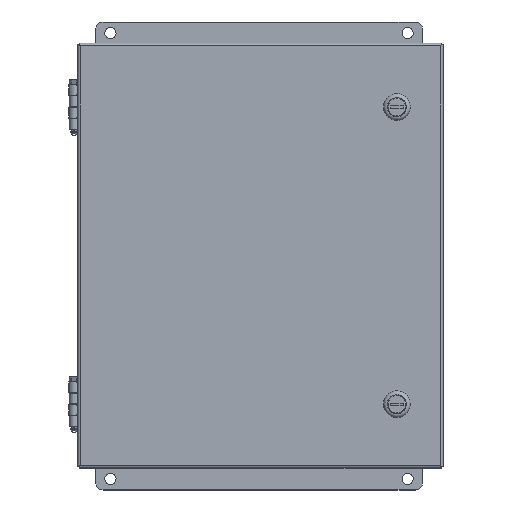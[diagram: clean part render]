
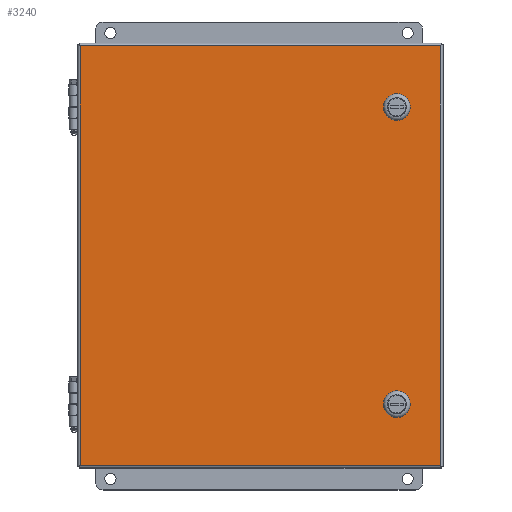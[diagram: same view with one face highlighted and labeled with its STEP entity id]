
A CAD part, top view. The second image highlights one B-rep face of the part: STEP entity #3240.
In plain terms, the highlighted face is planar.
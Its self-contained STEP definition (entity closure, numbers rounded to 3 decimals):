
#3240 = ADVANCED_FACE( '', ( #7250, #7251, #7252 ), #7253, .T. );
#7250 = FACE_BOUND( '', #24916, .T. );
#7251 = FACE_BOUND( '', #24917, .T. );
#7252 = FACE_OUTER_BOUND( '', #24918, .T. );
#7253 = PLANE( '', #24919 );
#24916 = EDGE_LOOP( '', ( #49368, #49369, #49370, #49371 ) );
#24917 = EDGE_LOOP( '', ( #49372, #49373, #49374, #49375 ) );
#24918 = EDGE_LOOP( '', ( #49376, #49377, #49378, #49379 ) );
#24919 = AXIS2_PLACEMENT_3D( '', #49380, #49381, #49382 );
#49368 = ORIENTED_EDGE( '', *, *, #61406, .F. );
#49369 = ORIENTED_EDGE( '', *, *, #60583, .F. );
#49370 = ORIENTED_EDGE( '', *, *, #61402, .F. );
#49371 = ORIENTED_EDGE( '', *, *, #60251, .F. );
#49372 = ORIENTED_EDGE( '', *, *, #61407, .F. );
#49373 = ORIENTED_EDGE( '', *, *, #61408, .F. );
#49374 = ORIENTED_EDGE( '', *, *, #60004, .F. );
#49375 = ORIENTED_EDGE( '', *, *, #60267, .F. );
#49376 = ORIENTED_EDGE( '', *, *, #61409, .T. );
#49377 = ORIENTED_EDGE( '', *, *, #60237, .F. );
#49378 = ORIENTED_EDGE( '', *, *, #61410, .T. );
#49379 = ORIENTED_EDGE( '', *, *, #61411, .T. );
#49380 = CARTESIAN_POINT( '', ( -156.21, 0., -181.61 ) );
#49381 = DIRECTION( '', ( 0., -1., 0. ) );
#49382 = DIRECTION( '', ( 0., 0., -1. ) );
#60004 = EDGE_CURVE( '', #66114, #66116, #66117, .T. );
#60237 = EDGE_CURVE( '', #66500, #66429, #66502, .T. );
#60251 = EDGE_CURVE( '', #66523, #66525, #66526, .T. );
#60267 = EDGE_CURVE( '', #66550, #66114, #66552, .T. );
#60583 = EDGE_CURVE( '', #67070, #67072, #67073, .T. );
#61402 = EDGE_CURVE( '', #66525, #67070, #68302, .T. );
#61406 = EDGE_CURVE( '', #67072, #66523, #68306, .T. );
#61407 = EDGE_CURVE( '', #68307, #66550, #68308, .T. );
#61408 = EDGE_CURVE( '', #66116, #68307, #68309, .T. );
#61409 = EDGE_CURVE( '', #68310, #66429, #68311, .T. );
#61410 = EDGE_CURVE( '', #66500, #66443, #68312, .T. );
#61411 = EDGE_CURVE( '', #66443, #68310, #68313, .T. );
#66114 = VERTEX_POINT( '', #77562 );
#66116 = VERTEX_POINT( '', #77565 );
#66117 = CIRCLE( '', #77566, 9.716 );
#66429 = VERTEX_POINT( '', #78384 );
#66443 = VERTEX_POINT( '', #78415 );
#66500 = VERTEX_POINT( '', #78547 );
#66502 = LINE( '', #78549, #78550 );
#66523 = VERTEX_POINT( '', #78592 );
#66525 = VERTEX_POINT( '', #78595 );
#66526 = LINE( '', #78596, #78597 );
#66550 = VERTEX_POINT( '', #78692 );
#66552 = LINE( '', #78695, #78696 );
#67070 = VERTEX_POINT( '', #80319 );
#67072 = VERTEX_POINT( '', #80322 );
#67073 = LINE( '', #80323, #80324 );
#68302 = CIRCLE( '', #83189, 9.716 );
#68306 = CIRCLE( '', #83193, 9.716 );
#68307 = VERTEX_POINT( '', #83194 );
#68308 = CIRCLE( '', #83195, 9.716 );
#68309 = LINE( '', #83196, #83197 );
#68310 = VERTEX_POINT( '', #83198 );
#68311 = LINE( '', #83199, #83200 );
#68312 = LINE( '', #83201, #83202 );
#68313 = LINE( '', #83203, #83204 );
#77562 = CARTESIAN_POINT( '', ( 108.585, 0., -132.322 ) );
#77565 = CARTESIAN_POINT( '', ( 124.841, 0., -132.322 ) );
#77566 = AXIS2_PLACEMENT_3D( '', #90709, #90710, #90711 );
#78384 = CARTESIAN_POINT( '', ( 153.873, 0., 179.273 ) );
#78415 = CARTESIAN_POINT( '', ( -153.873, 0., -179.273 ) );
#78547 = CARTESIAN_POINT( '', ( -153.873, 0., 179.273 ) );
#78549 = CARTESIAN_POINT( '', ( -153.873, 0., 179.273 ) );
#78550 = VECTOR( '', #90924, 1000. );
#78592 = CARTESIAN_POINT( '', ( 108.585, 0., 132.322 ) );
#78595 = CARTESIAN_POINT( '', ( 108.585, 0., 121.678 ) );
#78596 = CARTESIAN_POINT( '', ( 108.585, 0., 132.322 ) );
#78597 = VECTOR( '', #90939, 1000. );
#78692 = CARTESIAN_POINT( '', ( 108.585, 0., -121.678 ) );
#78695 = CARTESIAN_POINT( '', ( 108.585, 0., -121.678 ) );
#78696 = VECTOR( '', #90952, 1000. );
#80319 = CARTESIAN_POINT( '', ( 124.841, 0., 121.678 ) );
#80322 = CARTESIAN_POINT( '', ( 124.841, 0., 132.322 ) );
#80323 = CARTESIAN_POINT( '', ( 124.841, 0., 132.322 ) );
#80324 = VECTOR( '', #91168, 1000. );
#83189 = AXIS2_PLACEMENT_3D( '', #91801, #91802, #91803 );
#83193 = AXIS2_PLACEMENT_3D( '', #91807, #91808, #91809 );
#83194 = CARTESIAN_POINT( '', ( 124.841, 0., -121.678 ) );
#83195 = AXIS2_PLACEMENT_3D( '', #91810, #91811, #91812 );
#83196 = CARTESIAN_POINT( '', ( 124.841, 0., -121.678 ) );
#83197 = VECTOR( '', #91813, 1000. );
#83198 = CARTESIAN_POINT( '', ( 153.873, 0., -179.273 ) );
#83199 = CARTESIAN_POINT( '', ( 153.873, 0., 179.273 ) );
#83200 = VECTOR( '', #91814, 1000. );
#83201 = CARTESIAN_POINT( '', ( -153.873, 0., -181.61 ) );
#83202 = VECTOR( '', #91815, 1000. );
#83203 = CARTESIAN_POINT( '', ( 156.21, 0., -179.273 ) );
#83204 = VECTOR( '', #91816, 1000. );
#90709 = CARTESIAN_POINT( '', ( 116.713, 0., -127. ) );
#90710 = DIRECTION( '', ( 0., -1., 0. ) );
#90711 = DIRECTION( '', ( 1., 0., 0. ) );
#90924 = DIRECTION( '', ( 1., 0., 0. ) );
#90939 = DIRECTION( '', ( 0., 0., -1. ) );
#90952 = DIRECTION( '', ( 0., 0., -1. ) );
#91168 = DIRECTION( '', ( 0., 0., 1. ) );
#91801 = CARTESIAN_POINT( '', ( 116.713, 0., 127. ) );
#91802 = DIRECTION( '', ( 0., -1., 0. ) );
#91803 = DIRECTION( '', ( 1., 0., 0. ) );
#91807 = CARTESIAN_POINT( '', ( 116.713, 0., 127. ) );
#91808 = DIRECTION( '', ( 0., -1., 0. ) );
#91809 = DIRECTION( '', ( 1., 0., 0. ) );
#91810 = CARTESIAN_POINT( '', ( 116.713, 0., -127. ) );
#91811 = DIRECTION( '', ( 0., -1., 0. ) );
#91812 = DIRECTION( '', ( 1., 0., 0. ) );
#91813 = DIRECTION( '', ( 0., 0., 1. ) );
#91814 = DIRECTION( '', ( 0., 0., 1. ) );
#91815 = DIRECTION( '', ( 0., 0., -1. ) );
#91816 = DIRECTION( '', ( 1., 0., 0. ) );
